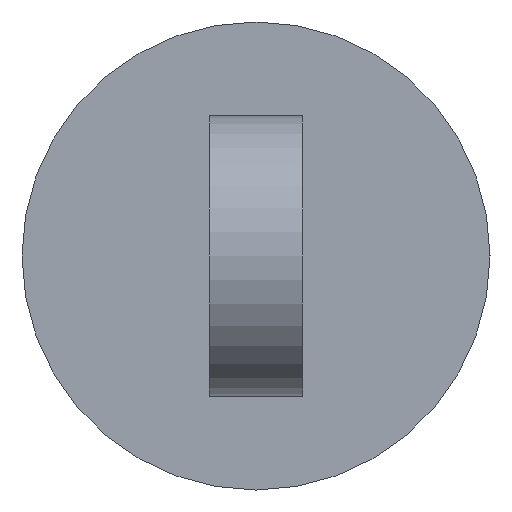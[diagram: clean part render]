
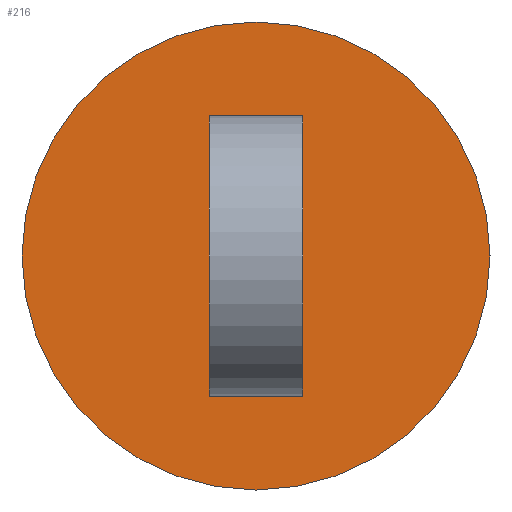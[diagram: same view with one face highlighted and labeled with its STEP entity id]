
A CAD part, left-side view. The second image highlights one B-rep face of the part: STEP entity #216.
In plain terms, the highlighted planar face has unit normal (-1, 0, 0).
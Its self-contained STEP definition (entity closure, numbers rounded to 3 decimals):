
#1 = VECTOR ( 'NONE', #103, 1000. ) ;
#9 = ORIENTED_EDGE ( 'NONE', *, *, #129, .T. ) ;
#10 = CARTESIAN_POINT ( 'NONE',  ( -59.45, 0., -50. ) ) ;
#13 = FACE_OUTER_BOUND ( 'NONE', #300, .T. ) ;
#15 = CARTESIAN_POINT ( 'NONE',  ( -59.45, -10., -30. ) ) ;
#19 = ORIENTED_EDGE ( 'NONE', *, *, #206, .F. ) ;
#20 = PLANE ( 'NONE',  #102 ) ;
#34 = VERTEX_POINT ( 'NONE', #229 ) ;
#36 = VERTEX_POINT ( 'NONE', #61 ) ;
#48 = CARTESIAN_POINT ( 'NONE',  ( -59.45, 0., 0. ) ) ;
#49 = CARTESIAN_POINT ( 'NONE',  ( -59.45, -10., 30. ) ) ;
#50 = DIRECTION ( 'NONE',  ( 0., 0., 1. ) ) ;
#60 = LINE ( 'NONE', #15, #221 ) ;
#61 = CARTESIAN_POINT ( 'NONE',  ( -59.45, -10., 30. ) ) ;
#71 = DIRECTION ( 'NONE',  ( -1., 0., 0. ) ) ;
#90 = VERTEX_POINT ( 'NONE', #234 ) ;
#95 = VERTEX_POINT ( 'NONE', #10 ) ;
#96 = DIRECTION ( 'NONE',  ( 0., 1., 0. ) ) ;
#101 = CARTESIAN_POINT ( 'NONE',  ( -59.45, -10., -30. ) ) ;
#102 = AXIS2_PLACEMENT_3D ( 'NONE', #295, #71, #50 ) ;
#103 = DIRECTION ( 'NONE',  ( 0., 1., 0. ) ) ;
#106 = DIRECTION ( 'NONE',  ( 1., 0., 0. ) ) ;
#108 = ORIENTED_EDGE ( 'NONE', *, *, #301, .T. ) ;
#110 = FACE_BOUND ( 'NONE', #154, .T. ) ;
#119 = AXIS2_PLACEMENT_3D ( 'NONE', #296, #106, #239 ) ;
#125 = AXIS2_PLACEMENT_3D ( 'NONE', #48, #189, #130 ) ;
#129 = EDGE_CURVE ( 'NONE', #34, #259, #60, .T. ) ;
#130 = DIRECTION ( 'NONE',  ( 0., 0., 1. ) ) ;
#143 = CARTESIAN_POINT ( 'NONE',  ( -59.45, 10., -30. ) ) ;
#148 = CIRCLE ( 'NONE', #125, 50. ) ;
#153 = VECTOR ( 'NONE', #353, 1000. ) ;
#154 = EDGE_LOOP ( 'NONE', ( #108, #9, #356, #340 ) ) ;
#160 = VERTEX_POINT ( 'NONE', #289 ) ;
#163 = EDGE_CURVE ( 'NONE', #160, #259, #284, .T. ) ;
#183 = CARTESIAN_POINT ( 'NONE',  ( -59.45, 10., -30. ) ) ;
#184 = VECTOR ( 'NONE', #212, 1000. ) ;
#189 = DIRECTION ( 'NONE',  ( 1., 0., 0. ) ) ;
#206 = EDGE_CURVE ( 'NONE', #95, #90, #290, .T. ) ;
#212 = DIRECTION ( 'NONE',  ( 0., 0., -1. ) ) ;
#213 = EDGE_CURVE ( 'NONE', #90, #95, #148, .T. ) ;
#216 = ADVANCED_FACE ( 'NONE', ( #13, #110 ), #20, .T. ) ;
#221 = VECTOR ( 'NONE', #96, 1000. ) ;
#229 = CARTESIAN_POINT ( 'NONE',  ( -59.45, -10., -30. ) ) ;
#234 = CARTESIAN_POINT ( 'NONE',  ( -59.45, 0., 50. ) ) ;
#239 = DIRECTION ( 'NONE',  ( 0., 0., 1. ) ) ;
#243 = LINE ( 'NONE', #101, #153 ) ;
#248 = EDGE_CURVE ( 'NONE', #36, #160, #269, .T. ) ;
#256 = ORIENTED_EDGE ( 'NONE', *, *, #213, .F. ) ;
#259 = VERTEX_POINT ( 'NONE', #183 ) ;
#269 = LINE ( 'NONE', #49, #1 ) ;
#284 = LINE ( 'NONE', #143, #184 ) ;
#289 = CARTESIAN_POINT ( 'NONE',  ( -59.45, 10., 30. ) ) ;
#290 = CIRCLE ( 'NONE', #119, 50. ) ;
#295 = CARTESIAN_POINT ( 'NONE',  ( -59.45, 129.45, -53.214 ) ) ;
#296 = CARTESIAN_POINT ( 'NONE',  ( -59.45, 0., 0. ) ) ;
#300 = EDGE_LOOP ( 'NONE', ( #19, #256 ) ) ;
#301 = EDGE_CURVE ( 'NONE', #36, #34, #243, .T. ) ;
#340 = ORIENTED_EDGE ( 'NONE', *, *, #248, .F. ) ;
#353 = DIRECTION ( 'NONE',  ( 0., 0., -1. ) ) ;
#356 = ORIENTED_EDGE ( 'NONE', *, *, #163, .F. ) ;
